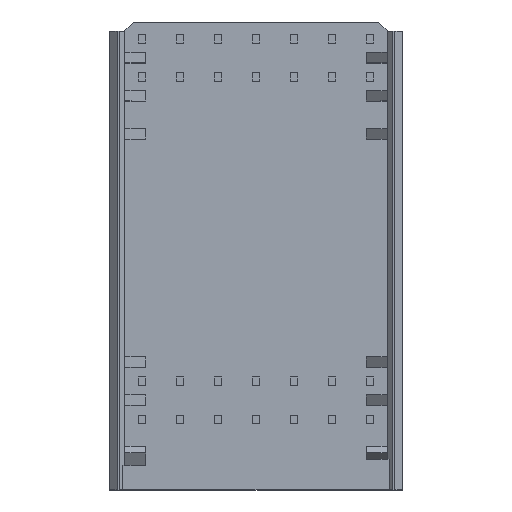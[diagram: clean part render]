
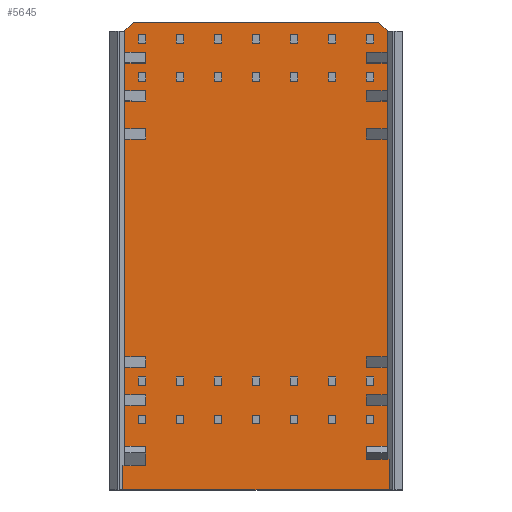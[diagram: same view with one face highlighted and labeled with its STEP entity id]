
A CAD part, top view. The second image highlights one B-rep face of the part: STEP entity #5645.
In plain terms, the highlighted free-form (B-spline) face has degree [1, 1] with [2, 2] control points.
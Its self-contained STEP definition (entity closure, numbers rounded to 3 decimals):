
#4991=CARTESIAN_POINT('',(6.9,-12.1,3.0));
#4992=VERTEX_POINT('',#4991);
#5001=CARTESIAN_POINT('',(7.,-12.1,3.0));
#5002=VERTEX_POINT('',#5001);
#5003=CARTESIAN_POINT('',(7.,-12.1,3.0));
#5004=DIRECTION('',(-1.0,0.0,0.0));
#5005=VECTOR('',#5004,0.1);
#5006=LINE('',#5003,#5005);
#5007=EDGE_CURVE('',#5002,#4992,#5006,.T.);
#5134=CARTESIAN_POINT('',(-6.9,-12.425,3.0));
#5135=VERTEX_POINT('',#5134);
#5143=CARTESIAN_POINT('',(-7.,-12.425,3.0));
#5144=VERTEX_POINT('',#5143);
#5151=CARTESIAN_POINT('',(-6.9,-12.425,3.0));
#5152=DIRECTION('',(-1.0,0.0,0.0));
#5153=VECTOR('',#5152,0.1);
#5154=LINE('',#5151,#5153);
#5155=EDGE_CURVE('',#5135,#5144,#5154,.T.);
#5167=CARTESIAN_POINT('',(-6.45,10.898,3.0));
#5168=VERTEX_POINT('',#5167);
#5175=CARTESIAN_POINT('',(6.45,10.898,3.0));
#5176=VERTEX_POINT('',#5175);
#5177=CARTESIAN_POINT('',(-6.45,10.898,3.0));
#5178=DIRECTION('',(1.0,0.0,0.0));
#5179=VECTOR('',#5178,12.9);
#5180=LINE('',#5177,#5179);
#5181=EDGE_CURVE('',#5168,#5176,#5180,.T.);
#5205=CARTESIAN_POINT('',(6.95,10.398,3.0));
#5206=VERTEX_POINT('',#5205);
#5222=CARTESIAN_POINT('',(6.95,10.398,3.0));
#5223=DIRECTION('',(-0.707,0.707,0.0));
#5224=VECTOR('',#5223,0.707);
#5225=LINE('',#5222,#5224);
#5226=EDGE_CURVE('',#5206,#5176,#5225,.T.);
#5238=CARTESIAN_POINT('',(-6.95,10.398,3.0));
#5239=VERTEX_POINT('',#5238);
#5246=CARTESIAN_POINT('',(-6.45,10.898,3.0));
#5247=DIRECTION('',(-0.707,-0.707,0.0));
#5248=VECTOR('',#5247,0.707);
#5249=LINE('',#5246,#5248);
#5250=EDGE_CURVE('',#5168,#5239,#5249,.T.);
#5268=CARTESIAN_POINT('',(-6.9,10.398,3.0));
#5269=VERTEX_POINT('',#5268);
#5276=CARTESIAN_POINT('',(-6.95,10.398,3.0));
#5277=DIRECTION('',(1.0,0.0,0.0));
#5278=VECTOR('',#5277,0.05);
#5279=LINE('',#5276,#5278);
#5280=EDGE_CURVE('',#5239,#5269,#5279,.T.);
#5321=CARTESIAN_POINT('',(-6.9,10.398,3.0));
#5322=DIRECTION('',(0.0,-1.0,0.0));
#5323=VECTOR('',#5322,22.823);
#5324=LINE('',#5321,#5323);
#5325=EDGE_CURVE('',#5269,#5135,#5324,.T.);
#5340=CARTESIAN_POINT('',(-7.,-13.7,3.0));
#5341=VERTEX_POINT('',#5340);
#5348=CARTESIAN_POINT('',(-7.,-12.425,3.0));
#5349=DIRECTION('',(0.0,-1.0,0.0));
#5350=VECTOR('',#5349,1.275);
#5351=LINE('',#5348,#5350);
#5352=EDGE_CURVE('',#5144,#5341,#5351,.T.);
#5379=CARTESIAN_POINT('',(7.,-13.7,3.0));
#5380=VERTEX_POINT('',#5379);
#5387=CARTESIAN_POINT('',(-7.,-13.7,3.0));
#5388=DIRECTION('',(1.0,0.0,0.0));
#5389=VECTOR('',#5388,14.);
#5390=LINE('',#5387,#5389);
#5391=EDGE_CURVE('',#5341,#5380,#5390,.T.);
#5444=CARTESIAN_POINT('',(7.,-13.7,3.0));
#5445=DIRECTION('',(0.,1.0,0.0));
#5446=VECTOR('',#5445,1.6);
#5447=LINE('',#5444,#5446);
#5448=EDGE_CURVE('',#5380,#5002,#5447,.T.);
#5459=CARTESIAN_POINT('',(6.9,10.398,3.0));
#5460=VERTEX_POINT('',#5459);
#5467=CARTESIAN_POINT('',(6.9,-12.1,3.0));
#5468=DIRECTION('',(0.0,1.0,0.0));
#5469=VECTOR('',#5468,22.498);
#5470=LINE('',#5467,#5469);
#5471=EDGE_CURVE('',#4992,#5460,#5470,.T.);
#5507=CARTESIAN_POINT('',(6.9,10.398,3.0));
#5508=DIRECTION('',(1.0,0.0,0.0));
#5509=VECTOR('',#5508,0.05);
#5510=LINE('',#5507,#5509);
#5511=EDGE_CURVE('',#5460,#5206,#5510,.T.);
#5626=CARTESIAN_POINT('',(-7.,10.898,3.0));
#5627=CARTESIAN_POINT('',(-7.,-13.7,3.0));
#5628=CARTESIAN_POINT('',(7.,10.898,3.0));
#5629=CARTESIAN_POINT('',(7.,-13.7,3.0));
#5630=B_SPLINE_SURFACE_WITH_KNOTS('',1,1,((#5626,#5628),(#5627,#5629)),.UNSPECIFIED.,.F.,.F.,.U.,(2,2),(2,2),(0.0,24.598),(0.0,14.),.UNSPECIFIED.);
#5631=ORIENTED_EDGE('',*,*,#5471,.T.);
#5632=ORIENTED_EDGE('',*,*,#5511,.T.);
#5633=ORIENTED_EDGE('',*,*,#5226,.T.);
#5634=ORIENTED_EDGE('',*,*,#5181,.F.);
#5635=ORIENTED_EDGE('',*,*,#5250,.T.);
#5636=ORIENTED_EDGE('',*,*,#5280,.T.);
#5637=ORIENTED_EDGE('',*,*,#5325,.T.);
#5638=ORIENTED_EDGE('',*,*,#5155,.T.);
#5639=ORIENTED_EDGE('',*,*,#5352,.T.);
#5640=ORIENTED_EDGE('',*,*,#5391,.T.);
#5641=ORIENTED_EDGE('',*,*,#5448,.T.);
#5642=ORIENTED_EDGE('',*,*,#5007,.T.);
#5643=EDGE_LOOP('',(#5631,#5632,#5633,#5634,#5635,#5636,#5637,#5638,#5639,#5640,#5641,#5642));
#5644=FACE_OUTER_BOUND('',#5643,.T.);
#5645=ADVANCED_FACE('',(#5644),#5630,.T.);
